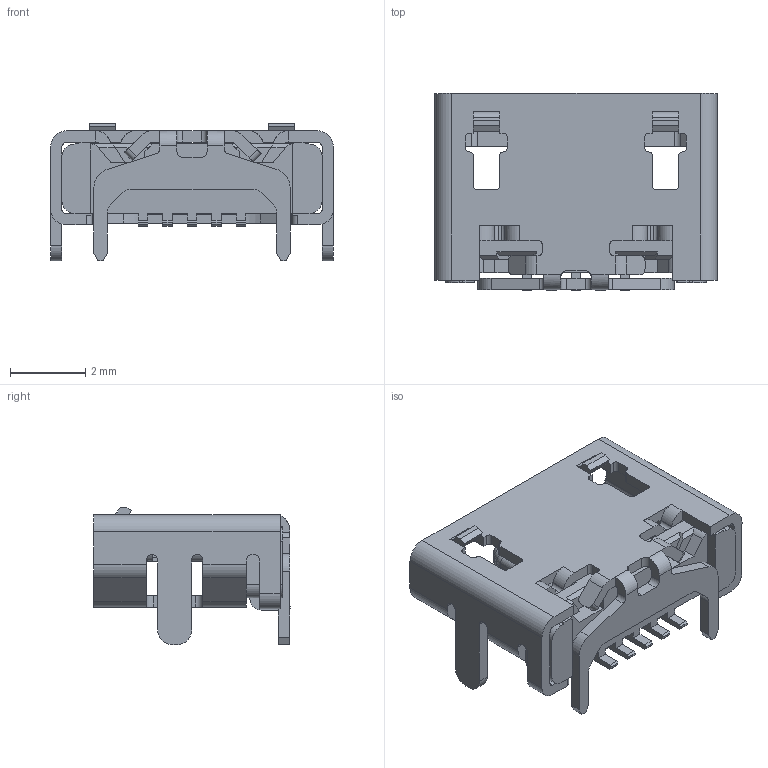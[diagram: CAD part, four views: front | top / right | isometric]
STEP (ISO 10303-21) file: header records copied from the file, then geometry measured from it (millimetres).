
FILE_DESCRIPTION(('CoCreate Modeling STEP Export'),'2;1');
FILE_NAME('0914.stp','2017-09-14T19:05:26',(''),(''),'CoCreate Modeling STEP processor for AP214 (Solid Model)','CoCreate Modeling 16.00 13-May-2008 (C) Parametric Technology GmbH','');
FILE_SCHEMA(('AUTOMOTIVE_DESIGN { 1 0 10303 214 1 1 1 1 }'));
Length unit declared in the file: millimetre
Products named in the file (25): MSBR; LAYER; LAYER.1; LAYER.2; LAYER.3; LAYER.4; Shell
Assembly tree (21 placements, depth 9):
  LAYER
    LAYER.1
    LAYER
      LAYER
        MSBR
  LAYER.1
    LAYER
      LAYER
        LAYER.1
          LAYER
            LAYER
              LAYER
                MSBR
        LAYER
          LAYER
            LAYER
              LAYER
                LAYER
                  LAYER.4
                  LAYER.3
                  LAYER.2
                  LAYER.1
                  LAYER
  LAYER.2
  Shell
Bounding box: 7.5 x 5.22 x 3.65 mm (x, y, z)
Volume: 0.5 mm3; surface area: 280.3 mm2
Topology: 1 solids, 14 shells, 950 faces, 2782 edges, 1797 vertices
Faces by surface type: plane 622, cylinder 306, cone 12, torus 5, bspline 5
Entity records: 37632 total; most frequent: CARTESIAN_POINT 6730, ORIENTED_EDGE 5587, DIRECTION 5050, EDGE_CURVE 2780, VECTOR 1970, LINE 1970, VERTEX_POINT 1797, AXIS2_PLACEMENT_3D 1540
